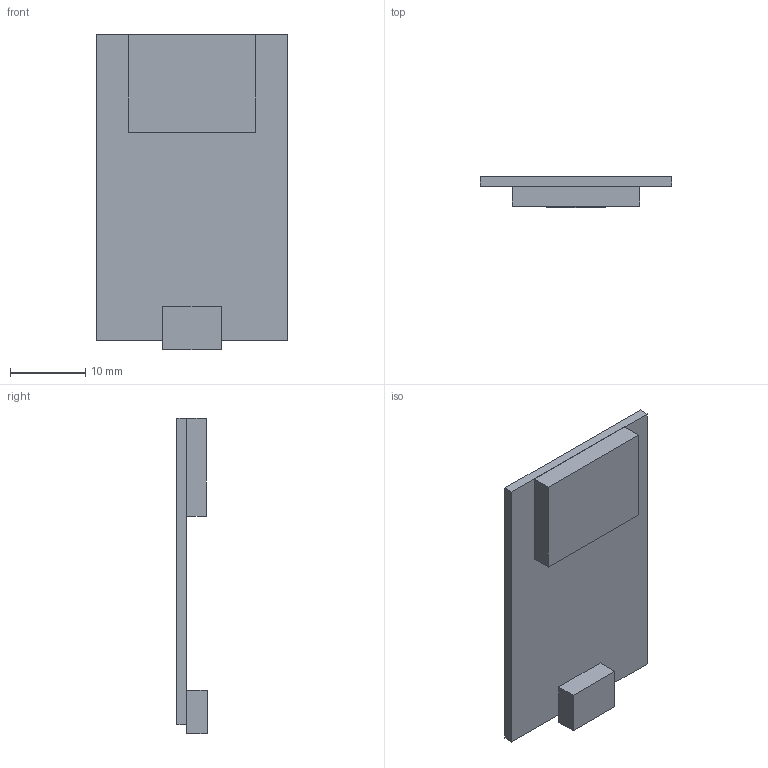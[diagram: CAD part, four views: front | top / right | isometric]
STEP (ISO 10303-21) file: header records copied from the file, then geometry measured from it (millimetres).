
FILE_DESCRIPTION(/* description */ (''),/* implementation_level */ '2;1');
FILE_NAME(/* name */ 'radar',/* time_stamp */ '2025-06-23T17:44:40+02:00',/* author */ (''),/* organization */ (''),/* preprocessor_version */ 'ST-DEVELOPER v19.2',/* originating_system */ 'Rhino 8.12',/* authorisation */ '');
FILE_SCHEMA (('CONFIG_CONTROL_DESIGN'));
Length unit declared in the file: millimetre
Products named in the file (1): Document
Bounding box: 25.39 x 4.05 x 41.86 mm (x, y, z)
Volume: 2052 mm3; surface area: 3003.1 mm2
Topology: 3 solids, 3 shells, 18 faces, 36 edges, 24 vertices
Faces by surface type: plane 18
Entity records: 488 total; most frequent: CARTESIAN_POINT 116, ORIENTED_EDGE 72, EDGE_CURVE 36, B_SPLINE_CURVE_WITH_KNOTS 36, VERTEX_POINT 24, DIRECTION 22, AXIS2_PLACEMENT_3D 20, ADVANCED_FACE 18
